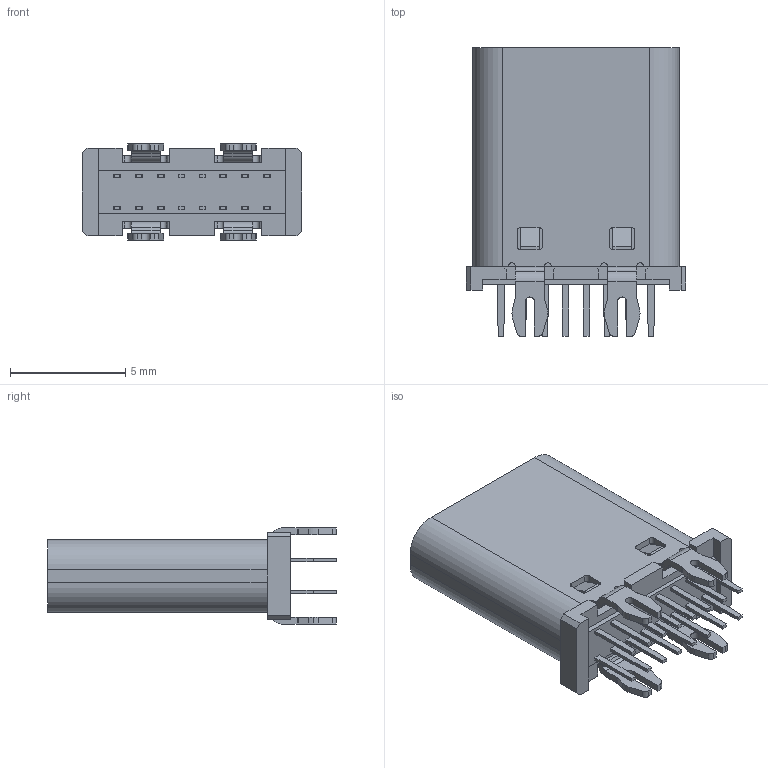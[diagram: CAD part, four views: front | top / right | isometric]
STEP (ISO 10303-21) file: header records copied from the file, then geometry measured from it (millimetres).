
FILE_DESCRIPTION (( 'STEP AP214' ), '1' );
FILE_NAME ('UJ20-C-V-C-3-SMT-TR.STEP', '2025-02-19T22:38:33', ( '' ), ( '' ), 'SwSTEP 2.0', 'SolidWorks 2021', '' );
FILE_SCHEMA (( 'AUTOMOTIVE_DESIGN' ));
Length unit declared in the file: millimetre
Products named in the file (1): UJ20-C-V-C-3-SMT-TR
Bounding box: 9.5 x 12.5 x 4.16 mm (x, y, z)
Volume: 202.1 mm3; surface area: 752.3 mm2
Topology: 34 solids, 34 shells, 622 faces, 1543 edges, 994 vertices
Faces by surface type: plane 478, cylinder 128, cone 12, torus 4
Entity records: 18554 total; most frequent: CARTESIAN_POINT 3216, ORIENTED_EDGE 3086, DIRECTION 3045, EDGE_CURVE 1543, VECTOR 1263, LINE 1263, VERTEX_POINT 994, AXIS2_PLACEMENT_3D 891
